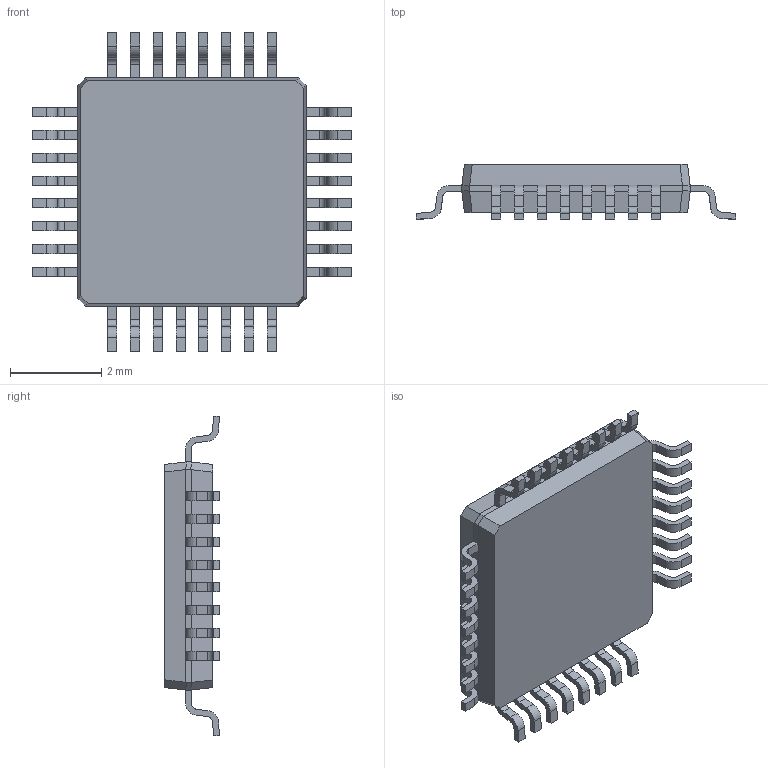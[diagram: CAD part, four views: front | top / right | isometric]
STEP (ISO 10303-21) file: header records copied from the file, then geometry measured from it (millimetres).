
FILE_DESCRIPTION (( 'STEP AP214' ), '1' );
FILE_NAME ('ADS124S08IPBSR.STEP', '2021-01-12T04:32:42', ( '' ), ( '' ), 'SwSTEP 2.0', 'SolidWorks 2017', '' );
FILE_SCHEMA (( 'AUTOMOTIVE_DESIGN' ));
Length unit declared in the file: millimetre
Products named in the file (1): ADS124S08IPBSR
Bounding box: 7 x 1.2 x 7 mm (x, y, z)
Volume: 26.8 mm3; surface area: 99.2 mm2
Topology: 33 solids, 33 shells, 474 faces, 1224 edges, 816 vertices
Faces by surface type: plane 346, cylinder 128
Entity records: 14706 total; most frequent: CARTESIAN_POINT 2515, ORIENTED_EDGE 2448, DIRECTION 2430, EDGE_CURVE 1224, VECTOR 968, LINE 968, VERTEX_POINT 816, AXIS2_PLACEMENT_3D 731
